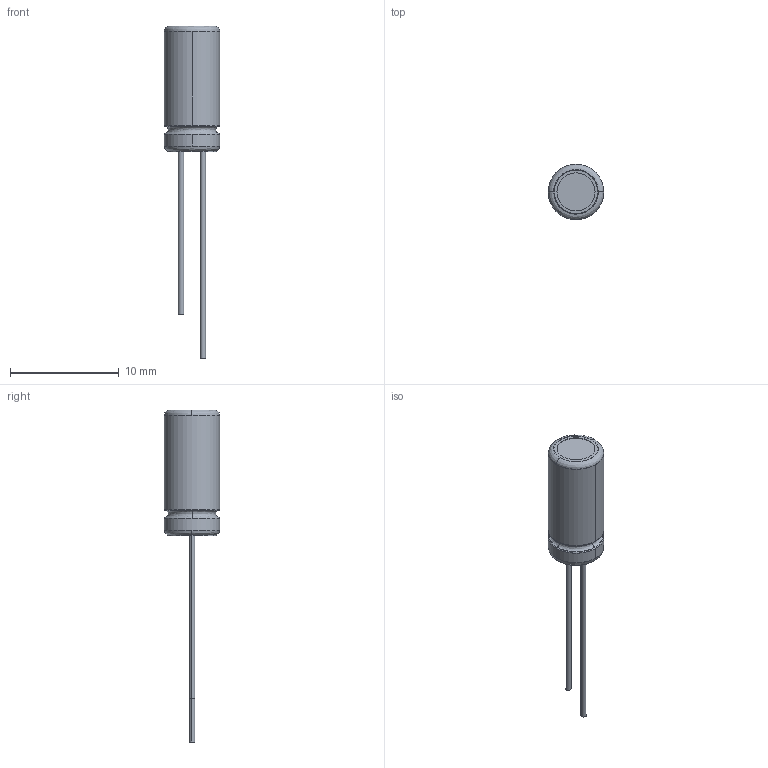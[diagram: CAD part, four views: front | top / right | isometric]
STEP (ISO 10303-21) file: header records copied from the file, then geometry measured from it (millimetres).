
FILE_DESCRIPTION (( 'STEP AP214' ), '1' );
FILE_NAME ('User Library-5x11.5.STEP', '2019-10-05T18:58:34', ( '' ), ( '' ), 'SwSTEP 2.0', 'SolidWorks 2019', '' );
FILE_SCHEMA (( 'AUTOMOTIVE_DESIGN' ));
Length unit declared in the file: millimetre
Products named in the file (6): 1_1; 3_1; 4_1; 2_1; 5_1; User Library-5x11.5
Assembly tree (5 placements, depth 2):
  User Library-5x11.5
    1_1
    2_1
    3_1
    4_1
    5_1
Bounding box: 5.1 x 5.1 x 30.55 mm (x, y, z)
Volume: 235.1 mm3; surface area: 711.1 mm2
Topology: 5 solids, 5 shells, 78 faces, 188 edges, 122 vertices
Faces by surface type: cylinder 30, bspline 30, plane 18
Entity records: 3850 total; most frequent: CARTESIAN_POINT 932, DIRECTION 428, ORIENTED_EDGE 376, AXIS2_PLACEMENT_3D 190, EDGE_CURVE 188, CIRCLE 134, VERTEX_POINT 122, UNCERTAINTY_MEASURE_WITH_UNIT 94
